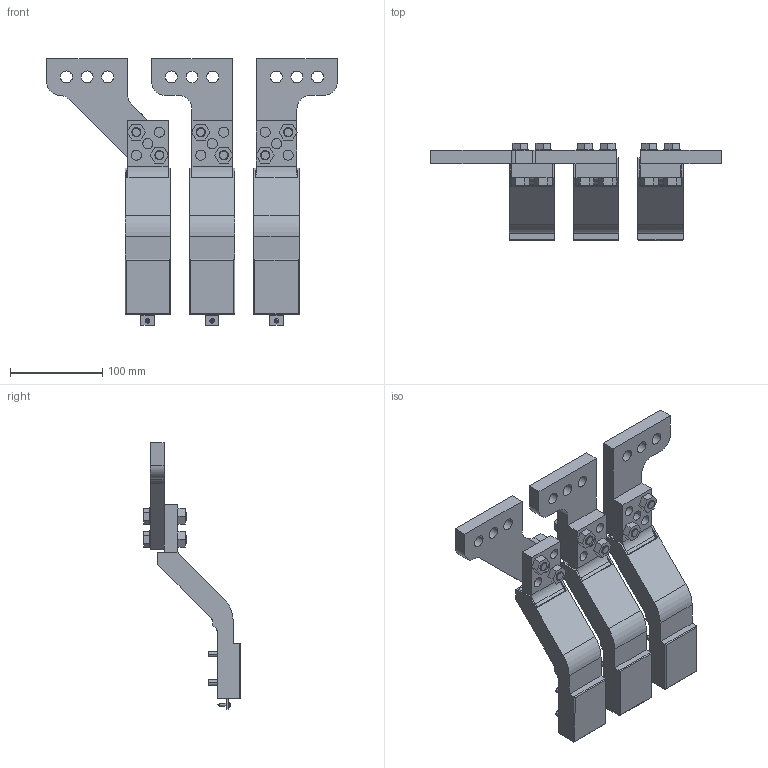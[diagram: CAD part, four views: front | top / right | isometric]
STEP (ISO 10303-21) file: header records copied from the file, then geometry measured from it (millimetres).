
FILE_DESCRIPTION((''),'2;1');
FILE_NAME('1SDH002065A1444_IGES','2020-07-23T14:16:59',('ITMADEL7'),(''),'CREO PARAMETRIC BY PTC INC, 2019030','CREO PARAMETRIC BY PTC INC, 2019030','');
FILE_SCHEMA(('AUTOMOTIVE_DESIGN { 1 0 10303 214 1 1 1 1 }'));
Length unit declared in the file: millimetre
Products named in the file (1): 1SDH002065A1444_IGES
Bounding box: 316 x 105.38 x 290.02 mm (x, y, z)
Volume: 873196.2 mm3; surface area: 276581.4 mm2
Topology: 3 solids, 9 shells, 846 faces, 2119 edges, 1381 vertices
Faces by surface type: plane 505, cylinder 299, cone 18, torus 18, sphere 6
Entity records: 32220 total; most frequent: CARTESIAN_POINT 4606, DIRECTION 4511, ORIENTED_EDGE 4214, EDGE_CURVE 2107, AXIS2_PLACEMENT_3D 1570, VERTEX_POINT 1381, VECTOR 1371, LINE 1371
